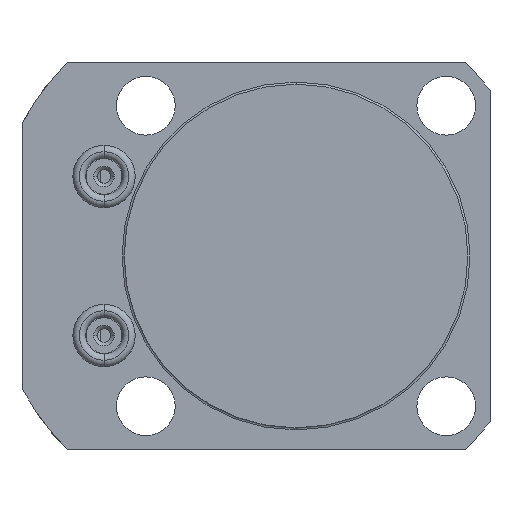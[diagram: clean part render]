
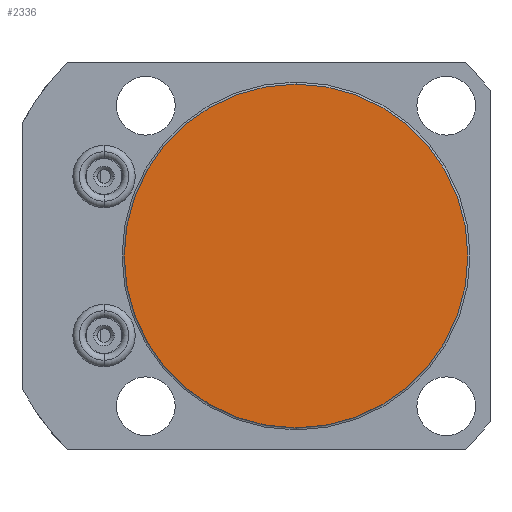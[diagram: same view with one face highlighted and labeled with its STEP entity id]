
A CAD part, front view. The second image highlights one B-rep face of the part: STEP entity #2336.
In plain terms, the highlighted planar face has unit normal (0, -1, 0).
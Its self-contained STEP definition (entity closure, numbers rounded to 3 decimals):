
#560=CARTESIAN_POINT('',(0.,0.,0.));
#561=DIRECTION('',(0.,-1.,0.));
#562=DIRECTION('',(0.,0.,1.));
#563=AXIS2_PLACEMENT_3D('',#560,#561,#562);
#565=CARTESIAN_POINT('',(0.,0.,0.));
#566=DIRECTION('',(0.,-1.,0.));
#567=DIRECTION('',(0.,0.,-1.));
#568=AXIS2_PLACEMENT_3D('',#565,#566,#567);
#1379=CARTESIAN_POINT('',(0.,0.,31.395));
#1380=CARTESIAN_POINT('',(0.,0.,-31.395));
#1381=VERTEX_POINT('',#1379);
#1382=VERTEX_POINT('',#1380);
#2327=CARTESIAN_POINT('',(0.,0.,0.));
#2328=DIRECTION('',(0.,1.,0.));
#2329=DIRECTION('',(0.,0.,1.));
#2330=AXIS2_PLACEMENT_3D('',#2327,#2328,#2329);
#2331=PLANE('',#2330);
#2332=ORIENTED_EDGE('',*,*,#2307,.F.);
#2333=ORIENTED_EDGE('',*,*,#2321,.F.);
#2334=EDGE_LOOP('',(#2332,#2333));
#2335=FACE_OUTER_BOUND('',#2334,.F.);
#564=CIRCLE('',#563,31.395);
#569=CIRCLE('',#568,31.395);
#2307=EDGE_CURVE('',#1381,#1382,#564,.T.);
#2321=EDGE_CURVE('',#1382,#1381,#569,.T.);
#2336=ADVANCED_FACE('',(#2335),#2331,.F.);
